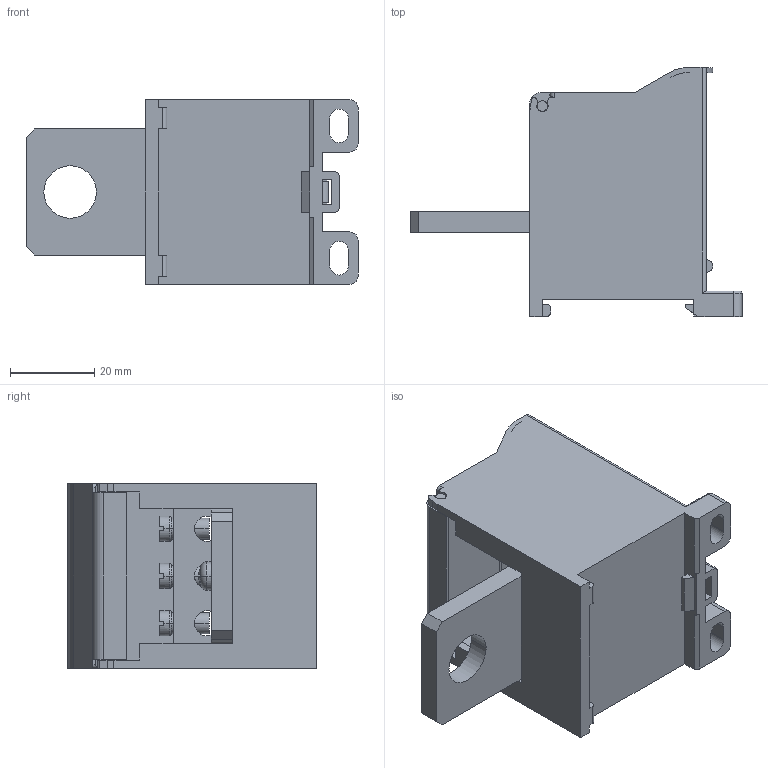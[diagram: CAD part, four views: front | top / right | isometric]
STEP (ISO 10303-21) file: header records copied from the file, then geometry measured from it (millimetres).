
FILE_DESCRIPTION((''),'2;1');
FILE_NAME('5YB576366_ASM','2023-11-30T',('dell'),(''),'PRO/ENGINEER BY PARAMETRIC TECHNOLOGY CORPORATION, 2013230','PRO/ENGINEER BY PARAMETRIC TECHNOLOGY CORPORATION, 2013230','');
FILE_SCHEMA(('AUTOMOTIVE_DESIGN { 1 0 10303 214 1 1 1 1 }'));
Length unit declared in the file: millimetre
Products named in the file (1): 5YB576366_ASM
Bounding box: 79 x 59.2 x 44 mm (x, y, z)
Volume: 56778.7 mm3; surface area: 25271.6 mm2
Topology: 1 solids, 4 shells, 377 faces, 1069 edges, 700 vertices
Faces by surface type: plane 183, cylinder 147, cone 21, torus 16, sphere 8, bspline 2
Entity records: 14685 total; most frequent: CARTESIAN_POINT 2967, ORIENTED_EDGE 2126, DIRECTION 2117, EDGE_CURVE 1063, AXIS2_PLACEMENT_3D 748, VERTEX_POINT 700, VECTOR 621, LINE 621
